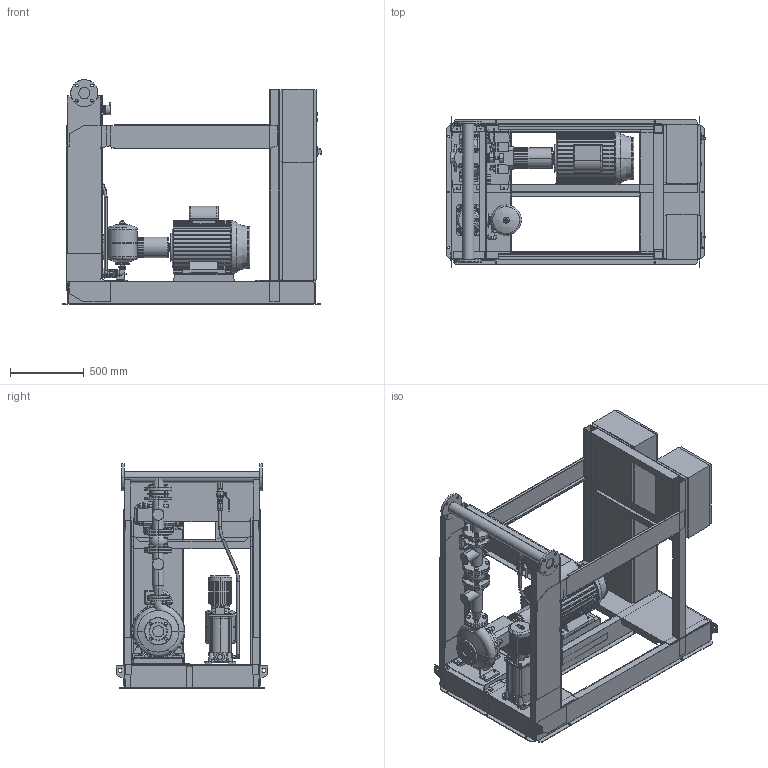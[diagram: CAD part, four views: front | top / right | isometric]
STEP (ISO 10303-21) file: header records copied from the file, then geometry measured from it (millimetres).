
FILE_DESCRIPTION((''),'2;1');
FILE_NAME('3d_Sifire-EN-40_250-248-22_1.1EJ-4183736.stp','2015-05-26T07:12:53',(''),(''),'Mechanical Desktop 2009','Mechanical Desktop 2009',', , ');
FILE_SCHEMA(('CONFIG_CONTROL_DESIGN'));
Length unit declared in the file: millimetre
Products named in the file (1): Product
Bounding box: 1754.5 x 1026 x 1527.5 mm (x, y, z)
Volume: 297375170.4 mm3; surface area: 22550536.2 mm2
Topology: 137 solids, 137 shells, 3553 faces, 8709 edges, 5552 vertices
Faces by surface type: plane 1410, bspline 1015, cylinder 736, cone 268, torus 94, sphere 30
Entity records: 115913 total; most frequent: CARTESIAN_POINT 36034, ORIENTED_EDGE 17366, DIRECTION 15211, EDGE_CURVE 8683, VERTEX_POINT 5551, AXIS2_PLACEMENT_3D 5098, VECTOR 5015, LINE 5015
